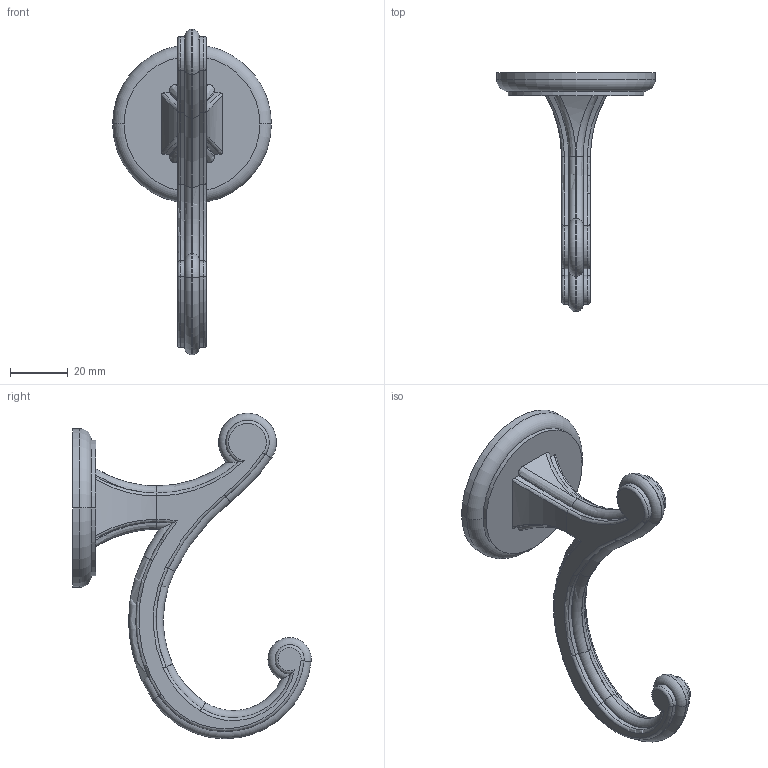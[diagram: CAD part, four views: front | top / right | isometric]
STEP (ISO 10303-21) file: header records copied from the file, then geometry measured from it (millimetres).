
FILE_DESCRIPTION((''),'2;1');
FILE_NAME('2711_WEB','2010-10-04T',('project'),(''),'PRO/ENGINEER BY PARAMETRIC TECHNOLOGY CORPORATION, 2009300','PRO/ENGINEER BY PARAMETRIC TECHNOLOGY CORPORATION, 2009300','');
FILE_SCHEMA(('CONFIG_CONTROL_DESIGN'));
Length unit declared in the file: inch
Products named in the file (1): 2711_WEB
Bounding box: 54.99 x 82.59 x 112.68 mm (x, y, z)
Volume: 26418.4 mm3; surface area: 15070 mm2
Topology: 1 solids, 1 shells, 249 faces, 704 edges, 475 vertices
Faces by surface type: plane 103, cylinder 82, torus 54, bspline 8, cone 2
Entity records: 8957 total; most frequent: CARTESIAN_POINT 2241, DIRECTION 1454, ORIENTED_EDGE 1404, EDGE_CURVE 702, AXIS2_PLACEMENT_3D 563, VERTEX_POINT 475, VECTOR 328, LINE 328
